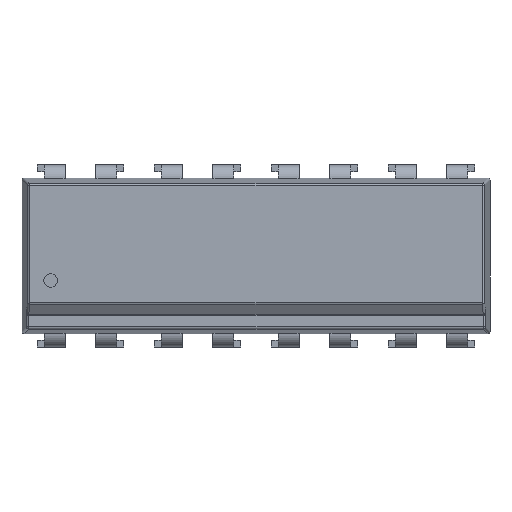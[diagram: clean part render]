
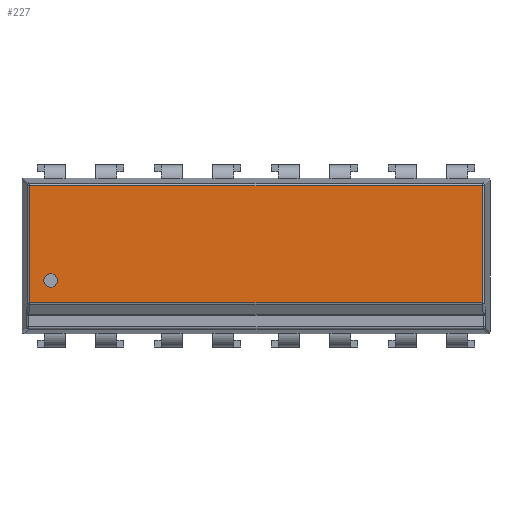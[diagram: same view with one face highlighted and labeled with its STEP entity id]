
A CAD part, top view. The second image highlights one B-rep face of the part: STEP entity #227.
In plain terms, the highlighted planar face has unit normal (0, 0, 1).
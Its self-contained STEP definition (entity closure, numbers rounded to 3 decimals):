
#227=ADVANCED_FACE('',(#3960,#3962),#3964,.T.);
#3960=FACE_BOUND('',#3961,.T.);
#3961=EDGE_LOOP('',(#6863,#6864,#6865,#6866));
#3962=FACE_BOUND('',#3963,.T.);
#3963=EDGE_LOOP('',(#6867));
#3964=PLANE('',#3965);
#3965=AXIS2_PLACEMENT_3D('',#3966,#3967,#3968);
#3966=CARTESIAN_POINT('',(0.,0.,4.8));
#3967=DIRECTION('',(0.,0.,1.));
#3968=DIRECTION('',(1.,0.,0.));
#6863=ORIENTED_EDGE('',*,*,#8709,.T.);
#6864=ORIENTED_EDGE('',*,*,#8710,.T.);
#6865=ORIENTED_EDGE('',*,*,#8711,.T.);
#6866=ORIENTED_EDGE('',*,*,#8712,.T.);
#6867=ORIENTED_EDGE('',*,*,#8708,.F.);
#8708=EDGE_CURVE('',#9631,#9631,#9632,.T.);
#8709=EDGE_CURVE('',#9633,#9634,#9635,.T.);
#8710=EDGE_CURVE('',#9634,#9636,#9637,.T.);
#8711=EDGE_CURVE('',#9636,#9638,#9639,.T.);
#8712=EDGE_CURVE('',#9638,#9633,#9640,.F.);
#9631=VERTEX_POINT('',#11115);
#9632=CIRCLE('',#11116,0.3);
#9633=VERTEX_POINT('',#11120);
#9634=VERTEX_POINT('',#11121);
#9635=LINE('',#11122,#11123);
#9636=VERTEX_POINT('',#11125);
#9637=LINE('',#11126,#11127);
#9638=VERTEX_POINT('',#11129);
#9639=LINE('',#11130,#11131);
#9640=LINE('',#11133,#11134);
#11115=CARTESIAN_POINT('',(0.276,2.737,4.8));
#11116=AXIS2_PLACEMENT_3D('',#11117,#11118,#11119);
#11117=CARTESIAN_POINT('',(-0.024,2.737,4.8));
#11118=DIRECTION('',(0.,0.,1.));
#11119=DIRECTION('',(1.,0.,0.));
#11120=CARTESIAN_POINT('',(18.716,1.769,4.8));
#11121=CARTESIAN_POINT('',(18.716,6.851,4.8));
#11122=CARTESIAN_POINT('',(18.716,1.769,4.8));
#11123=VECTOR('',#11124,1.);
#11124=DIRECTION('',(0.,1.,0.));
#11125=CARTESIAN_POINT('',(-0.936,6.851,4.8));
#11126=CARTESIAN_POINT('',(18.716,6.851,4.8));
#11127=VECTOR('',#11128,1.);
#11128=DIRECTION('',(-1.,0.,0.));
#11129=CARTESIAN_POINT('',(-0.936,1.769,4.8));
#11130=CARTESIAN_POINT('',(-0.936,6.851,4.8));
#11131=VECTOR('',#11132,1.);
#11132=DIRECTION('',(0.,-1.,0.));
#11133=CARTESIAN_POINT('',(18.716,1.769,4.8));
#11134=VECTOR('',#11135,1.);
#11135=DIRECTION('',(-1.,0.,0.));
